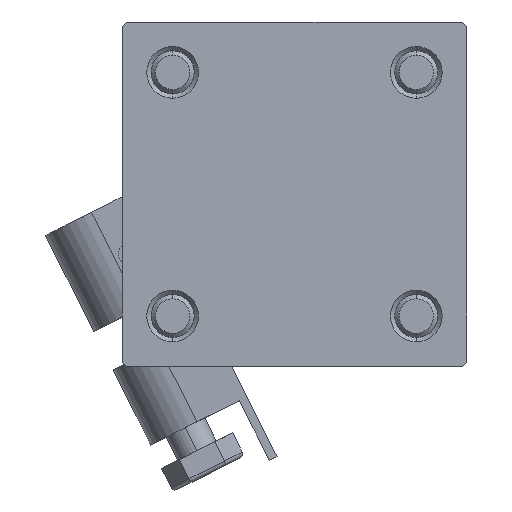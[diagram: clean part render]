
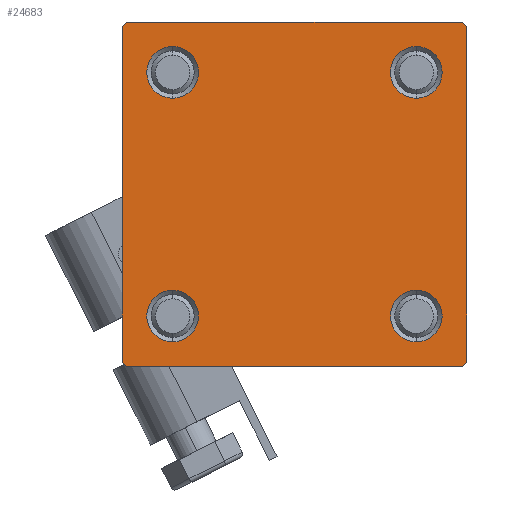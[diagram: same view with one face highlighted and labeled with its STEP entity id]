
A CAD part, left-side view. The second image highlights one B-rep face of the part: STEP entity #24683.
In plain terms, the highlighted planar face has unit normal (-1, 0, 0).
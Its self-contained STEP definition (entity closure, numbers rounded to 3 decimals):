
#1334 = DIRECTION ( 'NONE',  ( 0., 0., 1. ) ) ;
#1471 = DIRECTION ( 'NONE',  ( 0., -1., 0. ) ) ;
#1624 = CARTESIAN_POINT ( 'NONE',  ( 0., -20., 19.5 ) ) ;
#2033 = EDGE_CURVE ( 'NONE', #29772, #19707, #10781, .T. ) ;
#2041 = ORIENTED_EDGE ( 'NONE', *, *, #21297, .T. ) ;
#2078 = LINE ( 'NONE', #48603, #17988 ) ;
#2130 = VECTOR ( 'NONE', #26619, 1000. ) ;
#2205 = DIRECTION ( 'NONE',  ( 0., 0., 1. ) ) ;
#2244 = VERTEX_POINT ( 'NONE', #35441 ) ;
#2388 = CARTESIAN_POINT ( 'NONE',  ( 0., -20., -19.5 ) ) ;
#3648 = EDGE_CURVE ( 'NONE', #41605, #47878, #38025, .T. ) ;
#3807 = DIRECTION ( 'NONE',  ( 0., 0.707, 0.707 ) ) ;
#3817 = FACE_BOUND ( 'NONE', #21961, .T. ) ;
#3818 = CIRCLE ( 'NONE', #45687, 3. ) ;
#3946 = ORIENTED_EDGE ( 'NONE', *, *, #26780, .F. ) ;
#4051 = AXIS2_PLACEMENT_3D ( 'NONE', #39477, #13505, #37637 ) ;
#5441 = DIRECTION ( 'NONE',  ( 0., 0., 1. ) ) ;
#5468 = ORIENTED_EDGE ( 'NONE', *, *, #11207, .T. ) ;
#5909 = DIRECTION ( 'NONE',  ( 0., -1., 0. ) ) ;
#7546 = VERTEX_POINT ( 'NONE', #12905 ) ;
#7584 = LINE ( 'NONE', #46672, #2130 ) ;
#8121 = DIRECTION ( 'NONE',  ( 0., -0.707, -0.707 ) ) ;
#8349 = EDGE_LOOP ( 'NONE', ( #44080, #37635 ) ) ;
#8848 = DIRECTION ( 'NONE',  ( 0., 0., 1. ) ) ;
#8880 = EDGE_CURVE ( 'NONE', #35231, #19707, #14866, .T. ) ;
#9251 = VERTEX_POINT ( 'NONE', #45913 ) ;
#9468 = CIRCLE ( 'NONE', #34883, 3. ) ;
#9752 = EDGE_CURVE ( 'NONE', #36134, #2244, #28403, .T. ) ;
#9893 = VECTOR ( 'NONE', #1471, 1000. ) ;
#10156 = CARTESIAN_POINT ( 'NONE',  ( 0., -14.15, 11.15 ) ) ;
#10686 = DIRECTION ( 'NONE',  ( 1., 0., 0. ) ) ;
#10781 = LINE ( 'NONE', #33662, #20079 ) ;
#11012 = FACE_BOUND ( 'NONE', #8349, .T. ) ;
#11207 = EDGE_CURVE ( 'NONE', #7546, #22647, #3818, .T. ) ;
#11528 = CARTESIAN_POINT ( 'NONE',  ( 0., 0., 0. ) ) ;
#11963 = VECTOR ( 'NONE', #3807, 1000. ) ;
#12426 = DIRECTION ( 'NONE',  ( 1., 0., 0. ) ) ;
#12705 = EDGE_CURVE ( 'NONE', #47878, #41605, #49066, .T. ) ;
#12905 = CARTESIAN_POINT ( 'NONE',  ( 0., 14.15, -11.15 ) ) ;
#13202 = VERTEX_POINT ( 'NONE', #40990 ) ;
#13472 = ORIENTED_EDGE ( 'NONE', *, *, #34419, .T. ) ;
#13505 = DIRECTION ( 'NONE',  ( 1., 0., 0. ) ) ;
#13904 = CARTESIAN_POINT ( 'NONE',  ( 0., 20., -19.5 ) ) ;
#13984 = ORIENTED_EDGE ( 'NONE', *, *, #39344, .T. ) ;
#14543 = CARTESIAN_POINT ( 'NONE',  ( 0., 14.15, -14.15 ) ) ;
#14866 = LINE ( 'NONE', #22575, #11963 ) ;
#14877 = PLANE ( 'NONE',  #31572 ) ;
#15184 = DIRECTION ( 'NONE',  ( 0., 0., -1. ) ) ;
#15516 = EDGE_CURVE ( 'NONE', #2244, #36134, #43475, .T. ) ;
#16436 = CARTESIAN_POINT ( 'NONE',  ( 0., -19.5, -20. ) ) ;
#16674 = VERTEX_POINT ( 'NONE', #24595 ) ;
#17496 = CARTESIAN_POINT ( 'NONE',  ( 0., -14.15, -14.15 ) ) ;
#17745 = VECTOR ( 'NONE', #45858, 1000. ) ;
#17988 = VECTOR ( 'NONE', #37523, 1000. ) ;
#18070 = ORIENTED_EDGE ( 'NONE', *, *, #2033, .F. ) ;
#19707 = VERTEX_POINT ( 'NONE', #34530 ) ;
#20079 = VECTOR ( 'NONE', #5909, 1000. ) ;
#20477 = CIRCLE ( 'NONE', #50809, 3. ) ;
#20703 = CARTESIAN_POINT ( 'NONE',  ( 0., 14.15, 14.15 ) ) ;
#21297 = EDGE_CURVE ( 'NONE', #13202, #9251, #9468, .T. ) ;
#21961 = EDGE_LOOP ( 'NONE', ( #5468, #43521 ) ) ;
#22575 = CARTESIAN_POINT ( 'NONE',  ( 0., -19.75, 19.75 ) ) ;
#22647 = VERTEX_POINT ( 'NONE', #28753 ) ;
#22848 = FACE_BOUND ( 'NONE', #44873, .T. ) ;
#23592 = DIRECTION ( 'NONE',  ( 1., 0., 0. ) ) ;
#24595 = CARTESIAN_POINT ( 'NONE',  ( 0., 20., 19.5 ) ) ;
#24683 = ADVANCED_FACE ( 'NONE', ( #22848, #11012, #3817, #42886, #39016 ), #14877, .T. ) ;
#26047 = AXIS2_PLACEMENT_3D ( 'NONE', #44510, #37293, #5441 ) ;
#26079 = EDGE_LOOP ( 'NONE', ( #13472, #28609, #46433, #13984, #3946, #39396, #18070, #29361 ) ) ;
#26619 = DIRECTION ( 'NONE',  ( 0., 0., -1. ) ) ;
#26701 = DIRECTION ( 'NONE',  ( 0., 0., 1. ) ) ;
#26780 = EDGE_CURVE ( 'NONE', #35231, #39078, #7584, .T. ) ;
#27689 = EDGE_CURVE ( 'NONE', #29772, #16674, #44346, .T. ) ;
#27861 = CIRCLE ( 'NONE', #4051, 3. ) ;
#27908 = VERTEX_POINT ( 'NONE', #13904 ) ;
#28025 = CARTESIAN_POINT ( 'NONE',  ( 0., -14.15, 17.15 ) ) ;
#28403 = CIRCLE ( 'NONE', #42383, 3. ) ;
#28609 = ORIENTED_EDGE ( 'NONE', *, *, #35998, .T. ) ;
#28753 = CARTESIAN_POINT ( 'NONE',  ( 0., 14.15, -17.15 ) ) ;
#28924 = CARTESIAN_POINT ( 'NONE',  ( 0., -14.15, -14.15 ) ) ;
#29361 = ORIENTED_EDGE ( 'NONE', *, *, #27689, .T. ) ;
#29442 = CARTESIAN_POINT ( 'NONE',  ( 0., 20., -20. ) ) ;
#29478 = VECTOR ( 'NONE', #15184, 1000. ) ;
#29772 = VERTEX_POINT ( 'NONE', #38161 ) ;
#30732 = ORIENTED_EDGE ( 'NONE', *, *, #12705, .T. ) ;
#31572 = AXIS2_PLACEMENT_3D ( 'NONE', #11528, #46992, #26701 ) ;
#31713 = DIRECTION ( 'NONE',  ( 1., 0., 0. ) ) ;
#33177 = DIRECTION ( 'NONE',  ( 1., 0., 0. ) ) ;
#33662 = CARTESIAN_POINT ( 'NONE',  ( 0., 20., 20. ) ) ;
#34419 = EDGE_CURVE ( 'NONE', #16674, #27908, #38304, .T. ) ;
#34530 = CARTESIAN_POINT ( 'NONE',  ( 0., -19.5, 20. ) ) ;
#34858 = EDGE_CURVE ( 'NONE', #9251, #13202, #20477, .T. ) ;
#34883 = AXIS2_PLACEMENT_3D ( 'NONE', #44044, #12426, #40694 ) ;
#35231 = VERTEX_POINT ( 'NONE', #1624 ) ;
#35441 = CARTESIAN_POINT ( 'NONE',  ( 0., -14.15, -17.15 ) ) ;
#35998 = EDGE_CURVE ( 'NONE', #27908, #48641, #47709, .T. ) ;
#36134 = VERTEX_POINT ( 'NONE', #48973 ) ;
#36142 = CARTESIAN_POINT ( 'NONE',  ( 0., 19.75, -19.75 ) ) ;
#36376 = DIRECTION ( 'NONE',  ( 0., 0., 1. ) ) ;
#36384 = ORIENTED_EDGE ( 'NONE', *, *, #3648, .T. ) ;
#37293 = DIRECTION ( 'NONE',  ( 1., 0., 0. ) ) ;
#37523 = DIRECTION ( 'NONE',  ( 0., -0.707, 0.707 ) ) ;
#37635 = ORIENTED_EDGE ( 'NONE', *, *, #15516, .T. ) ;
#37637 = DIRECTION ( 'NONE',  ( 0., 0., 1. ) ) ;
#38025 = CIRCLE ( 'NONE', #44618, 3. ) ;
#38161 = CARTESIAN_POINT ( 'NONE',  ( 0., 19.5, 20. ) ) ;
#38304 = LINE ( 'NONE', #46794, #29478 ) ;
#38793 = EDGE_CURVE ( 'NONE', #22647, #7546, #27861, .T. ) ;
#39016 = FACE_OUTER_BOUND ( 'NONE', #26079, .T. ) ;
#39078 = VERTEX_POINT ( 'NONE', #2388 ) ;
#39344 = EDGE_CURVE ( 'NONE', #44606, #39078, #2078, .T. ) ;
#39396 = ORIENTED_EDGE ( 'NONE', *, *, #8880, .T. ) ;
#39477 = CARTESIAN_POINT ( 'NONE',  ( 0., 14.15, -14.15 ) ) ;
#40694 = DIRECTION ( 'NONE',  ( 0., 0., 1. ) ) ;
#40770 = DIRECTION ( 'NONE',  ( 1., 0., 0. ) ) ;
#40990 = CARTESIAN_POINT ( 'NONE',  ( 0., 14.15, 17.15 ) ) ;
#41234 = EDGE_LOOP ( 'NONE', ( #2041, #48658 ) ) ;
#41598 = EDGE_CURVE ( 'NONE', #48641, #44606, #48494, .T. ) ;
#41605 = VERTEX_POINT ( 'NONE', #10156 ) ;
#42383 = AXIS2_PLACEMENT_3D ( 'NONE', #17496, #33177, #1334 ) ;
#42552 = CARTESIAN_POINT ( 'NONE',  ( 0., 19.5, -20. ) ) ;
#42886 = FACE_BOUND ( 'NONE', #41234, .T. ) ;
#43475 = CIRCLE ( 'NONE', #50035, 3. ) ;
#43521 = ORIENTED_EDGE ( 'NONE', *, *, #38793, .T. ) ;
#44044 = CARTESIAN_POINT ( 'NONE',  ( 0., 14.15, 14.15 ) ) ;
#44060 = CARTESIAN_POINT ( 'NONE',  ( 0., -14.15, 14.15 ) ) ;
#44080 = ORIENTED_EDGE ( 'NONE', *, *, #9752, .T. ) ;
#44346 = LINE ( 'NONE', #47441, #17745 ) ;
#44510 = CARTESIAN_POINT ( 'NONE',  ( 0., -14.15, 14.15 ) ) ;
#44606 = VERTEX_POINT ( 'NONE', #16436 ) ;
#44618 = AXIS2_PLACEMENT_3D ( 'NONE', #44060, #31713, #8848 ) ;
#44873 = EDGE_LOOP ( 'NONE', ( #30732, #36384 ) ) ;
#45127 = VECTOR ( 'NONE', #8121, 1000. ) ;
#45687 = AXIS2_PLACEMENT_3D ( 'NONE', #14543, #10686, #50010 ) ;
#45858 = DIRECTION ( 'NONE',  ( 0., 0.707, -0.707 ) ) ;
#45913 = CARTESIAN_POINT ( 'NONE',  ( 0., 14.15, 11.15 ) ) ;
#46433 = ORIENTED_EDGE ( 'NONE', *, *, #41598, .T. ) ;
#46672 = CARTESIAN_POINT ( 'NONE',  ( 0., -20., 20. ) ) ;
#46794 = CARTESIAN_POINT ( 'NONE',  ( 0., 20., 20. ) ) ;
#46992 = DIRECTION ( 'NONE',  ( -1., 0., 0. ) ) ;
#47441 = CARTESIAN_POINT ( 'NONE',  ( 0., 19.75, 19.75 ) ) ;
#47709 = LINE ( 'NONE', #36142, #45127 ) ;
#47878 = VERTEX_POINT ( 'NONE', #28025 ) ;
#48494 = LINE ( 'NONE', #29442, #9893 ) ;
#48603 = CARTESIAN_POINT ( 'NONE',  ( 0., -19.75, -19.75 ) ) ;
#48641 = VERTEX_POINT ( 'NONE', #42552 ) ;
#48658 = ORIENTED_EDGE ( 'NONE', *, *, #34858, .T. ) ;
#48973 = CARTESIAN_POINT ( 'NONE',  ( 0., -14.15, -11.15 ) ) ;
#49066 = CIRCLE ( 'NONE', #26047, 3. ) ;
#50010 = DIRECTION ( 'NONE',  ( 0., 0., 1. ) ) ;
#50035 = AXIS2_PLACEMENT_3D ( 'NONE', #28924, #40770, #2205 ) ;
#50809 = AXIS2_PLACEMENT_3D ( 'NONE', #20703, #23592, #36376 ) ;
